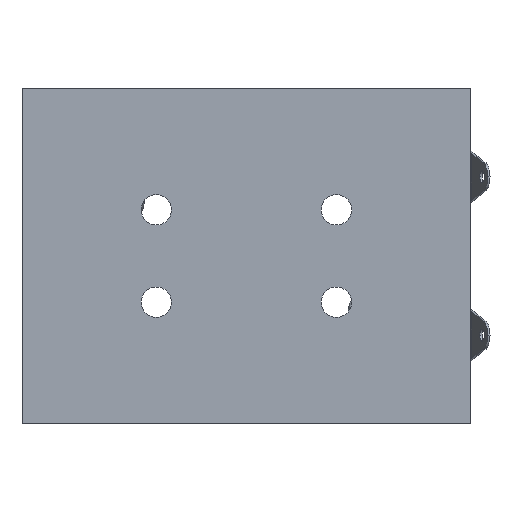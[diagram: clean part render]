
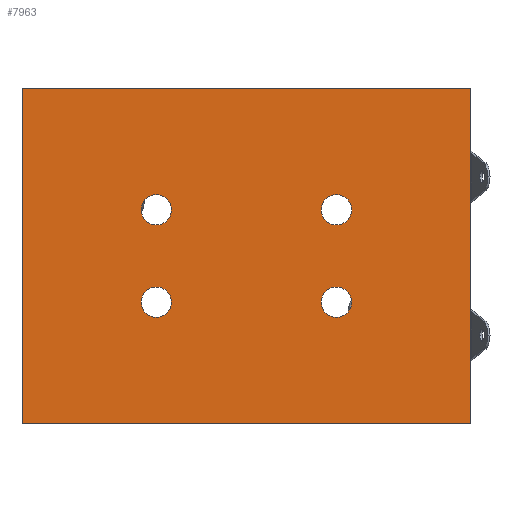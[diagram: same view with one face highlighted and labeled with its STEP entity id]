
A CAD part, front view. The second image highlights one B-rep face of the part: STEP entity #7963.
In plain terms, the highlighted planar face has unit normal (0, -1, 0).
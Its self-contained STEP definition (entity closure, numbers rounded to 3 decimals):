
#8 = DIRECTION ( 'NONE',  ( 0., 1., 0. ) ) ;
#64 = EDGE_LOOP ( 'NONE', ( #3429, #5292 ) ) ;
#73 = FACE_OUTER_BOUND ( 'NONE', #9805, .T. ) ;
#113 = AXIS2_PLACEMENT_3D ( 'NONE', #1049, #1946, #2913 ) ;
#191 = VECTOR ( 'NONE', #932, 1000. ) ;
#237 = PLANE ( 'NONE',  #5599 ) ;
#255 = CIRCLE ( 'NONE', #10312, 1.25 ) ;
#450 = LINE ( 'NONE', #5083, #11153 ) ;
#463 = EDGE_CURVE ( 'NONE', #6954, #8277, #3037, .T. ) ;
#520 = EDGE_CURVE ( 'NONE', #4676, #5954, #450, .T. ) ;
#690 = FACE_BOUND ( 'NONE', #64, .T. ) ;
#932 = DIRECTION ( 'NONE',  ( 0., 0., -1. ) ) ;
#980 = DIRECTION ( 'NONE',  ( 0., 0., -1. ) ) ;
#1049 = CARTESIAN_POINT ( 'NONE',  ( 7.4, 0., 3.8 ) ) ;
#1093 = EDGE_LOOP ( 'NONE', ( #8470, #10139 ) ) ;
#1150 = DIRECTION ( 'NONE',  ( 0., 0., 1. ) ) ;
#1236 = CARTESIAN_POINT ( 'NONE',  ( 18.44, 0., 13.8 ) ) ;
#1449 = DIRECTION ( 'NONE',  ( 0., -1., 0. ) ) ;
#1461 = FACE_BOUND ( 'NONE', #10752, .T. ) ;
#1624 = DIRECTION ( 'NONE',  ( 0., 0., 1. ) ) ;
#1933 = AXIS2_PLACEMENT_3D ( 'NONE', #5304, #1449, #4467 ) ;
#1946 = DIRECTION ( 'NONE',  ( 0., 1., 0. ) ) ;
#2220 = DIRECTION ( 'NONE',  ( -1., 0., 0. ) ) ;
#2340 = CIRCLE ( 'NONE', #4465, 1.25 ) ;
#2341 = ORIENTED_EDGE ( 'NONE', *, *, #6510, .T. ) ;
#2573 = DIRECTION ( 'NONE',  ( 0., 0., 1. ) ) ;
#2607 = CARTESIAN_POINT ( 'NONE',  ( 7.4, 0., 2.55 ) ) ;
#2825 = CARTESIAN_POINT ( 'NONE',  ( -7.4, 0., -5.05 ) ) ;
#2887 = EDGE_CURVE ( 'NONE', #5622, #11595, #4720, .T. ) ;
#2913 = DIRECTION ( 'NONE',  ( 0., 0., 1. ) ) ;
#2935 = EDGE_CURVE ( 'NONE', #9003, #6444, #10822, .T. ) ;
#3037 = CIRCLE ( 'NONE', #113, 1.25 ) ;
#3272 = FACE_BOUND ( 'NONE', #1093, .T. ) ;
#3290 = EDGE_CURVE ( 'NONE', #9804, #12618, #8562, .T. ) ;
#3379 = EDGE_LOOP ( 'NONE', ( #2341, #12586 ) ) ;
#3429 = ORIENTED_EDGE ( 'NONE', *, *, #2935, .F. ) ;
#3510 = LINE ( 'NONE', #7091, #5485 ) ;
#3862 = CARTESIAN_POINT ( 'NONE',  ( -7.4, 0., 5.05 ) ) ;
#3891 = AXIS2_PLACEMENT_3D ( 'NONE', #7495, #8436, #2573 ) ;
#3918 = CARTESIAN_POINT ( 'NONE',  ( -7.4, 0., -3.8 ) ) ;
#3996 = EDGE_CURVE ( 'NONE', #6907, #5513, #3510, .T. ) ;
#4061 = DIRECTION ( 'NONE',  ( 0., 1., 0. ) ) ;
#4465 = AXIS2_PLACEMENT_3D ( 'NONE', #7408, #5655, #1624 ) ;
#4467 = DIRECTION ( 'NONE',  ( 0., 0., 1. ) ) ;
#4676 = VERTEX_POINT ( 'NONE', #6947 ) ;
#4720 = CIRCLE ( 'NONE', #3891, 1.25 ) ;
#5077 = VECTOR ( 'NONE', #980, 1000. ) ;
#5080 = CARTESIAN_POINT ( 'NONE',  ( -18.44, 0., 13.8 ) ) ;
#5083 = CARTESIAN_POINT ( 'NONE',  ( 18.44, 0., -13.8 ) ) ;
#5289 = ORIENTED_EDGE ( 'NONE', *, *, #3290, .F. ) ;
#5292 = ORIENTED_EDGE ( 'NONE', *, *, #8090, .F. ) ;
#5304 = CARTESIAN_POINT ( 'NONE',  ( -7.4, 0., 3.8 ) ) ;
#5462 = CARTESIAN_POINT ( 'NONE',  ( 18.44, 0., 13.8 ) ) ;
#5485 = VECTOR ( 'NONE', #7256, 1000. ) ;
#5513 = VERTEX_POINT ( 'NONE', #5080 ) ;
#5531 = AXIS2_PLACEMENT_3D ( 'NONE', #12027, #9029, #7056 ) ;
#5599 = AXIS2_PLACEMENT_3D ( 'NONE', #1236, #7110, #1150 ) ;
#5622 = VERTEX_POINT ( 'NONE', #7987 ) ;
#5655 = DIRECTION ( 'NONE',  ( 0., -1., 0. ) ) ;
#5663 = CARTESIAN_POINT ( 'NONE',  ( -18.44, 0., -13.8 ) ) ;
#5852 = CARTESIAN_POINT ( 'NONE',  ( 7.4, 0., -5.05 ) ) ;
#5854 = LINE ( 'NONE', #10661, #191 ) ;
#5875 = FACE_BOUND ( 'NONE', #3379, .T. ) ;
#5954 = VERTEX_POINT ( 'NONE', #5663 ) ;
#6077 = ORIENTED_EDGE ( 'NONE', *, *, #3996, .T. ) ;
#6444 = VERTEX_POINT ( 'NONE', #11692 ) ;
#6510 = EDGE_CURVE ( 'NONE', #8277, #6954, #255, .T. ) ;
#6682 = DIRECTION ( 'NONE',  ( 0., 0., 1. ) ) ;
#6761 = CARTESIAN_POINT ( 'NONE',  ( 7.4, 0., 3.8 ) ) ;
#6907 = VERTEX_POINT ( 'NONE', #5462 ) ;
#6947 = CARTESIAN_POINT ( 'NONE',  ( 18.44, 0., -13.8 ) ) ;
#6954 = VERTEX_POINT ( 'NONE', #2607 ) ;
#7028 = ORIENTED_EDGE ( 'NONE', *, *, #520, .F. ) ;
#7056 = DIRECTION ( 'NONE',  ( 0., 0., 1. ) ) ;
#7091 = CARTESIAN_POINT ( 'NONE',  ( 18.44, 0., 13.8 ) ) ;
#7110 = DIRECTION ( 'NONE',  ( 0., 1., 0. ) ) ;
#7256 = DIRECTION ( 'NONE',  ( -1., 0., 0. ) ) ;
#7408 = CARTESIAN_POINT ( 'NONE',  ( 7.4, 0., -3.8 ) ) ;
#7495 = CARTESIAN_POINT ( 'NONE',  ( -7.4, 0., -3.8 ) ) ;
#7709 = DIRECTION ( 'NONE',  ( 0., -1., 0. ) ) ;
#7963 = ADVANCED_FACE ( 'NONE', ( #5875, #3272, #73, #1461, #690 ), #237, .F. ) ;
#7987 = CARTESIAN_POINT ( 'NONE',  ( -7.4, 0., -2.55 ) ) ;
#7989 = AXIS2_PLACEMENT_3D ( 'NONE', #9688, #7709, #6682 ) ;
#8090 = EDGE_CURVE ( 'NONE', #6444, #9003, #10010, .T. ) ;
#8277 = VERTEX_POINT ( 'NONE', #8388 ) ;
#8388 = CARTESIAN_POINT ( 'NONE',  ( 7.4, 0., 5.05 ) ) ;
#8436 = DIRECTION ( 'NONE',  ( 0., 1., 0. ) ) ;
#8453 = LINE ( 'NONE', #8656, #5077 ) ;
#8470 = ORIENTED_EDGE ( 'NONE', *, *, #2887, .T. ) ;
#8562 = CIRCLE ( 'NONE', #5531, 1.25 ) ;
#8656 = CARTESIAN_POINT ( 'NONE',  ( 18.44, 0., 13.8 ) ) ;
#8822 = EDGE_CURVE ( 'NONE', #12618, #9804, #2340, .T. ) ;
#8832 = AXIS2_PLACEMENT_3D ( 'NONE', #3918, #8, #9755 ) ;
#8910 = EDGE_CURVE ( 'NONE', #6907, #4676, #8453, .T. ) ;
#9003 = VERTEX_POINT ( 'NONE', #3862 ) ;
#9026 = CIRCLE ( 'NONE', #8832, 1.25 ) ;
#9029 = DIRECTION ( 'NONE',  ( 0., -1., 0. ) ) ;
#9060 = EDGE_CURVE ( 'NONE', #5513, #5954, #5854, .T. ) ;
#9688 = CARTESIAN_POINT ( 'NONE',  ( -7.4, 0., 3.8 ) ) ;
#9755 = DIRECTION ( 'NONE',  ( 0., 0., 1. ) ) ;
#9804 = VERTEX_POINT ( 'NONE', #5852 ) ;
#9805 = EDGE_LOOP ( 'NONE', ( #10962, #7028, #10052, #6077 ) ) ;
#10010 = CIRCLE ( 'NONE', #1933, 1.25 ) ;
#10052 = ORIENTED_EDGE ( 'NONE', *, *, #8910, .F. ) ;
#10139 = ORIENTED_EDGE ( 'NONE', *, *, #12184, .T. ) ;
#10312 = AXIS2_PLACEMENT_3D ( 'NONE', #6761, #4061, #10898 ) ;
#10661 = CARTESIAN_POINT ( 'NONE',  ( -18.44, 0., 13.8 ) ) ;
#10752 = EDGE_LOOP ( 'NONE', ( #11191, #5289 ) ) ;
#10822 = CIRCLE ( 'NONE', #7989, 1.25 ) ;
#10898 = DIRECTION ( 'NONE',  ( 0., 0., 1. ) ) ;
#10962 = ORIENTED_EDGE ( 'NONE', *, *, #9060, .T. ) ;
#11153 = VECTOR ( 'NONE', #2220, 1000. ) ;
#11191 = ORIENTED_EDGE ( 'NONE', *, *, #8822, .F. ) ;
#11595 = VERTEX_POINT ( 'NONE', #2825 ) ;
#11692 = CARTESIAN_POINT ( 'NONE',  ( -7.4, 0., 2.55 ) ) ;
#12027 = CARTESIAN_POINT ( 'NONE',  ( 7.4, 0., -3.8 ) ) ;
#12184 = EDGE_CURVE ( 'NONE', #11595, #5622, #9026, .T. ) ;
#12567 = CARTESIAN_POINT ( 'NONE',  ( 7.4, 0., -2.55 ) ) ;
#12586 = ORIENTED_EDGE ( 'NONE', *, *, #463, .T. ) ;
#12618 = VERTEX_POINT ( 'NONE', #12567 ) ;
